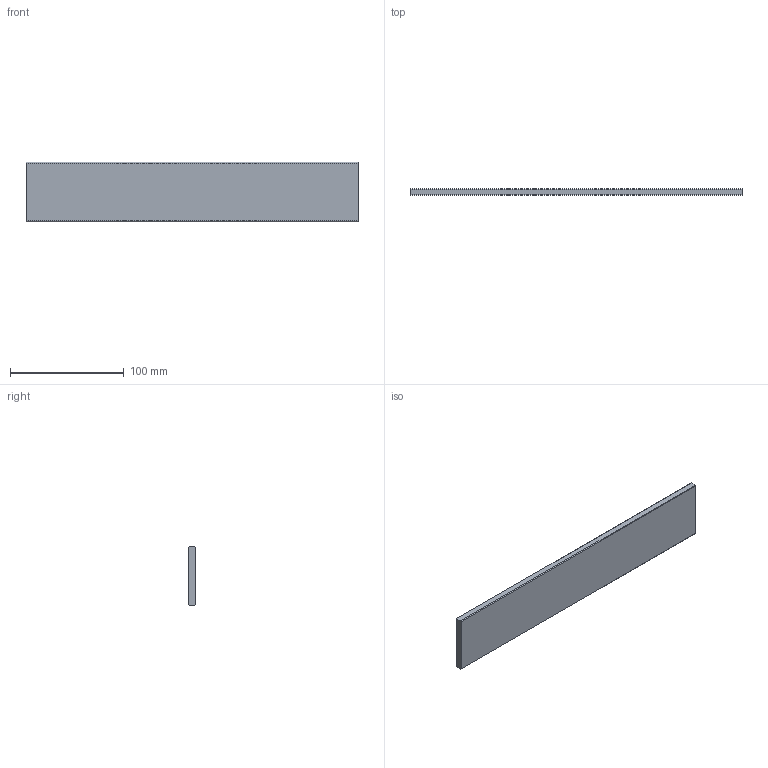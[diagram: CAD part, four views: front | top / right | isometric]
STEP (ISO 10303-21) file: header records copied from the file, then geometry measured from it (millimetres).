
FILE_DESCRIPTION(/* description */ (''),/* implementation_level */ '2;1');
FILE_NAME(/* name */ '3D_100-1199-XX_li_1 106317.stp',/* time_stamp */ '2022-03-17T14:13:31+01:00',/* author */ ('ps'),/* organization */ (''),/* preprocessor_version */ 'ST-DEVELOPER v18.1',/* originating_system */ 'Autodesk Inventor 2021',/* authorisation */ '');
FILE_SCHEMA (('CONFIG_CONTROL_DESIGN'));
Length unit declared in the file: millimetre
Products named in the file (2): Holz Einlage 3/3 B450 H52 li 1er; Holz Einlage H52 Pleno Liro 450 3/3
Assembly tree (1 placements, depth 2):
  Holz Einlage 3/3 B450 H52 li 1er
    Holz Einlage H52 Pleno Liro 450 3/3
Bounding box: 292 x 6 x 52 mm (x, y, z)
Volume: 90893.8 mm3; surface area: 34084 mm2
Topology: 1 solids, 1 shells, 10 faces, 24 edges, 16 vertices
Faces by surface type: plane 10
Entity records: 371 total; most frequent: CARTESIAN_POINT 54, DIRECTION 52, ORIENTED_EDGE 48, LINE 24, VECTOR 24, EDGE_CURVE 24, VERTEX_POINT 16, AXIS2_PLACEMENT_3D 14
